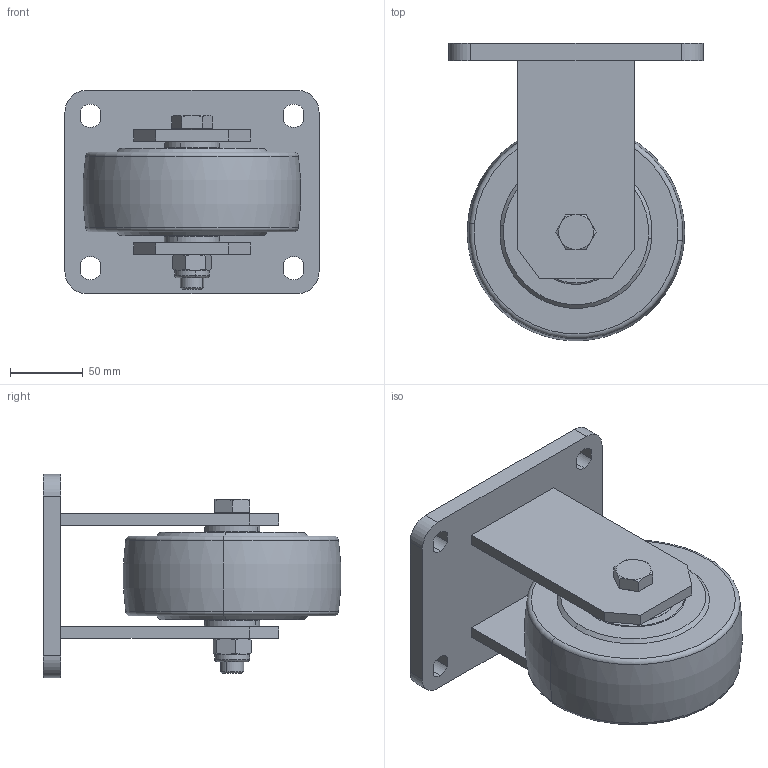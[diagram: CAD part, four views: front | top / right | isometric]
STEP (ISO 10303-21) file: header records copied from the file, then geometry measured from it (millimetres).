
FILE_DESCRIPTION (( 'STEP AP214' ), '1' );
FILE_NAME ('0028588_B-HS-GPA-150-K_(A-01).step', '2019-03-01T09:43:19', ( '' ), ( '' ), 'SwSTEP 2.0', 'SolidWorks 2018', '' );
FILE_SCHEMA (( 'AUTOMOTIVE_DESIGN' ));
Length unit declared in the file: millimetre
Products named in the file (1): 0028588_B-HS-GPA-150-K_(A-01)
Bounding box: 175 x 204.81 x 140 mm (x, y, z)
Surface area: 203850 mm2 (no closed solid volume)
Topology: 0 solids, 13 shells, 199 faces, 456 edges, 284 vertices
Faces by surface type: plane 63, cylinder 60, cone 50, torus 26
Entity records: 8063 total; most frequent: CARTESIAN_POINT 1160, DIRECTION 1058, ORIENTED_EDGE 880, EDGE_CURVE 456, AXIS2_PLACEMENT_3D 438, VERTEX_POINT 284, CIRCLE 238, EDGE_LOOP 234
